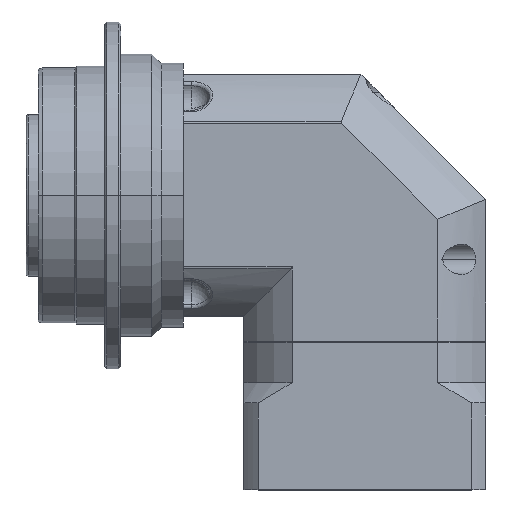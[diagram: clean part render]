
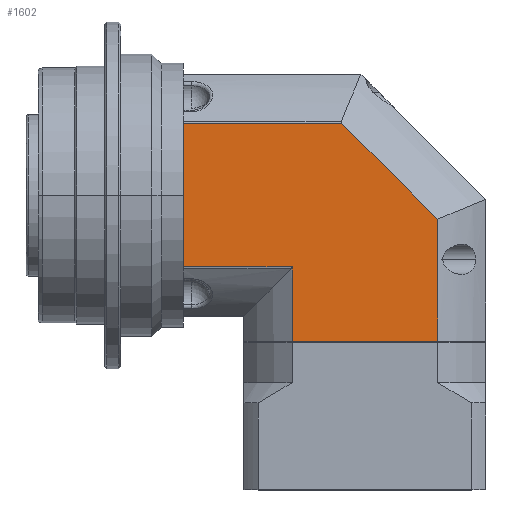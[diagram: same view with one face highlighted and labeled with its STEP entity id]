
A CAD part, top view. The second image highlights one B-rep face of the part: STEP entity #1602.
In plain terms, the highlighted planar face has unit normal (0, 0, 1).
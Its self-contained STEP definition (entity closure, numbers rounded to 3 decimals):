
#435 = LINE ( 'NONE', #5507, #15958 ) ;
#578 = DIRECTION ( 'NONE',  ( -1., 0., 0. ) ) ;
#699 = EDGE_CURVE ( 'NONE', #5749, #12071, #1828, .T. ) ;
#830 = EDGE_LOOP ( 'NONE', ( #10496, #3435, #8674, #7133, #3521, #16914, #7813 ) ) ;
#1101 = CARTESIAN_POINT ( 'NONE',  ( 63.028, -36.2, 30. ) ) ;
#1602 = ADVANCED_FACE ( 'NONE', ( #11552 ), #5813, .F. ) ;
#1605 = LINE ( 'NONE', #5744, #8209 ) ;
#1828 = LINE ( 'NONE', #12033, #3265 ) ;
#2013 = CARTESIAN_POINT ( 'NONE',  ( 0., -30., 30. ) ) ;
#2370 = AXIS2_PLACEMENT_3D ( 'NONE', #15120, #8498, #578 ) ;
#2858 = LINE ( 'NONE', #4809, #4498 ) ;
#3265 = VECTOR ( 'NONE', #8037, 1000. ) ;
#3292 = VECTOR ( 'NONE', #11302, 1000. ) ;
#3303 = VERTEX_POINT ( 'NONE', #5708 ) ;
#3435 = ORIENTED_EDGE ( 'NONE', *, *, #4081, .T. ) ;
#3521 = ORIENTED_EDGE ( 'NONE', *, *, #699, .F. ) ;
#4081 = EDGE_CURVE ( 'NONE', #3303, #7809, #435, .T. ) ;
#4082 = LINE ( 'NONE', #11092, #8014 ) ;
#4439 = VERTEX_POINT ( 'NONE', #7822 ) ;
#4498 = VECTOR ( 'NONE', #15538, 1000. ) ;
#4809 = CARTESIAN_POINT ( 'NONE',  ( 0., 17.804, 30. ) ) ;
#4939 = VECTOR ( 'NONE', #6238, 1000. ) ;
#5422 = EDGE_CURVE ( 'NONE', #4439, #12071, #15110, .T. ) ;
#5507 = CARTESIAN_POINT ( 'NONE',  ( 26.972, -17.804, 30. ) ) ;
#5708 = CARTESIAN_POINT ( 'NONE',  ( 0., -17.804, 30. ) ) ;
#5744 = CARTESIAN_POINT ( 'NONE',  ( 84.284, -27.216, 30. ) ) ;
#5749 = VERTEX_POINT ( 'NONE', #9569 ) ;
#5813 = PLANE ( 'NONE',  #2370 ) ;
#6238 = DIRECTION ( 'NONE',  ( 1., 0., 0. ) ) ;
#6285 = CARTESIAN_POINT ( 'NONE',  ( 0., -36.2, 30. ) ) ;
#7133 = ORIENTED_EDGE ( 'NONE', *, *, #5422, .T. ) ;
#7462 = EDGE_CURVE ( 'NONE', #10192, #3303, #14498, .T. ) ;
#7809 = VERTEX_POINT ( 'NONE', #12506 ) ;
#7813 = ORIENTED_EDGE ( 'NONE', *, *, #11637, .T. ) ;
#7822 = CARTESIAN_POINT ( 'NONE',  ( 26.972, -36.2, 30. ) ) ;
#8014 = VECTOR ( 'NONE', #15024, 1000. ) ;
#8037 = DIRECTION ( 'NONE',  ( 0., -1., 0. ) ) ;
#8209 = VECTOR ( 'NONE', #11300, 1000. ) ;
#8498 = DIRECTION ( 'NONE',  ( 0., 0., -1. ) ) ;
#8674 = ORIENTED_EDGE ( 'NONE', *, *, #11530, .T. ) ;
#8944 = EDGE_CURVE ( 'NONE', #5749, #11065, #1605, .T. ) ;
#9569 = CARTESIAN_POINT ( 'NONE',  ( 63.028, -5.959, 30. ) ) ;
#10192 = VERTEX_POINT ( 'NONE', #10589 ) ;
#10496 = ORIENTED_EDGE ( 'NONE', *, *, #7462, .T. ) ;
#10589 = CARTESIAN_POINT ( 'NONE',  ( 0., 17.804, 30. ) ) ;
#11065 = VERTEX_POINT ( 'NONE', #12570 ) ;
#11092 = CARTESIAN_POINT ( 'NONE',  ( 26.972, 30.001, 30. ) ) ;
#11300 = DIRECTION ( 'NONE',  ( -0.707, 0.707, 0. ) ) ;
#11302 = DIRECTION ( 'NONE',  ( 0., -1., 0. ) ) ;
#11530 = EDGE_CURVE ( 'NONE', #7809, #4439, #4082, .T. ) ;
#11552 = FACE_OUTER_BOUND ( 'NONE', #830, .T. ) ;
#11637 = EDGE_CURVE ( 'NONE', #11065, #10192, #2858, .T. ) ;
#12033 = CARTESIAN_POINT ( 'NONE',  ( 63.028, 30., 30. ) ) ;
#12071 = VERTEX_POINT ( 'NONE', #1101 ) ;
#12506 = CARTESIAN_POINT ( 'NONE',  ( 26.972, -17.804, 30. ) ) ;
#12570 = CARTESIAN_POINT ( 'NONE',  ( 39.264, 17.804, 30. ) ) ;
#14498 = LINE ( 'NONE', #2013, #3292 ) ;
#15024 = DIRECTION ( 'NONE',  ( 0., -1., 0. ) ) ;
#15110 = LINE ( 'NONE', #6285, #4939 ) ;
#15120 = CARTESIAN_POINT ( 'NONE',  ( 0., 0., 30. ) ) ;
#15538 = DIRECTION ( 'NONE',  ( -1., 0., 0. ) ) ;
#15958 = VECTOR ( 'NONE', #16539, 1000. ) ;
#16539 = DIRECTION ( 'NONE',  ( 1., 0., 0. ) ) ;
#16914 = ORIENTED_EDGE ( 'NONE', *, *, #8944, .T. ) ;
